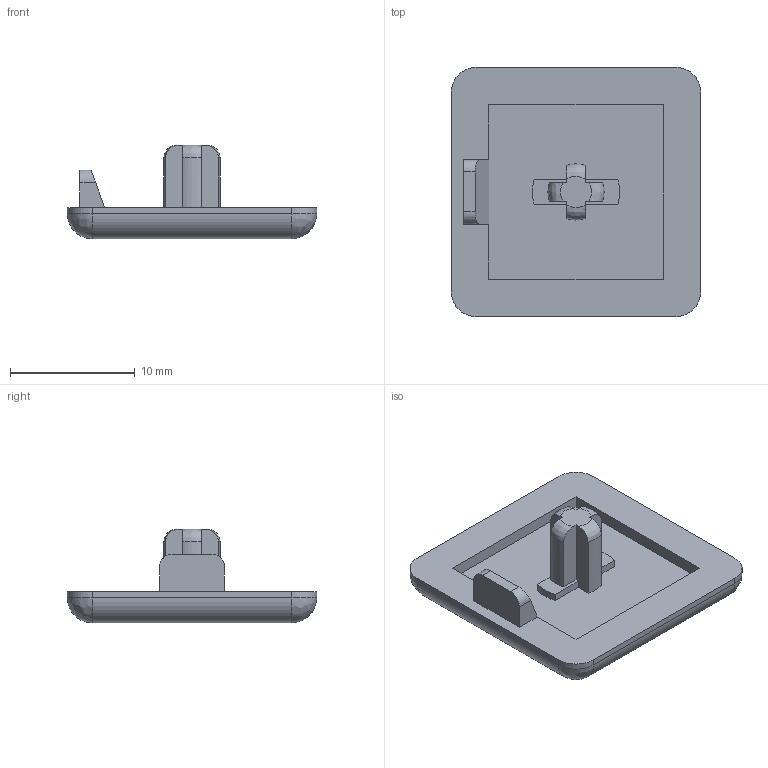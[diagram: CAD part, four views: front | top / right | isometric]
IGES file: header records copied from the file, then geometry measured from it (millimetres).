
Global section: file name: 222020; native system: Autodesk Inventor 2021; preprocessor: unknown; author: Mrówczyńska,,; organization: 11; date: 20221005.103359; units: millimetre
Bounding box: 20 x 20 x 7.5 mm (x, y, z)
Volume: 822.9 mm3; surface area: 1107.7 mm2
Topology: 1 solids, 1 shells, 55 faces, 143 edges, 88 vertices
Faces by surface type: bspline 55
